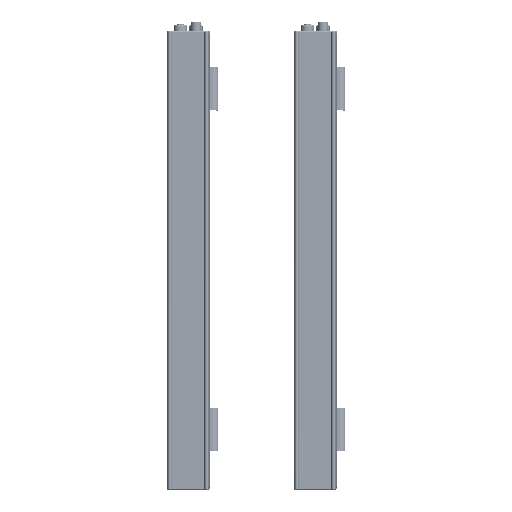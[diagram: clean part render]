
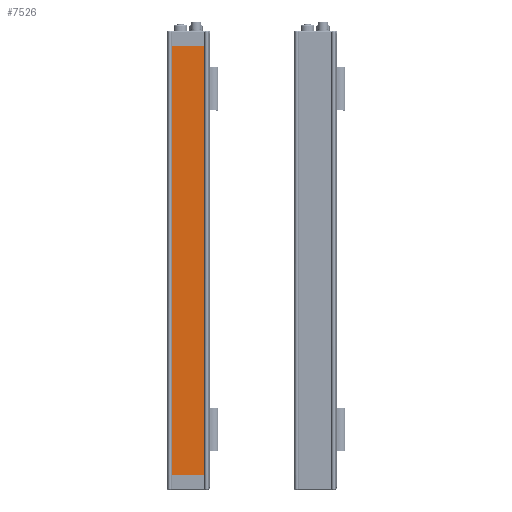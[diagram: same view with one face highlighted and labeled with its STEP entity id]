
A CAD part, top view. The second image highlights one B-rep face of the part: STEP entity #7526.
In plain terms, the highlighted planar face has unit normal (0, 0, 1).
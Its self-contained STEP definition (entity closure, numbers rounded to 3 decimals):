
#7526=ADVANCED_FACE('',(#22013),#22014,.T.);
#22013=FACE_OUTER_BOUND('',#56535,.T.);
#22014=PLANE('',#56536);
#56535=EDGE_LOOP('',(#110076,#110077,#110078,#110079));
#56536=AXIS2_PLACEMENT_3D('',#110080,#110081,#110082);
#110076=ORIENTED_EDGE('',*,*,#131674,.T.);
#110077=ORIENTED_EDGE('',*,*,#131675,.F.);
#110078=ORIENTED_EDGE('',*,*,#131671,.T.);
#110079=ORIENTED_EDGE('',*,*,#131384,.F.);
#110080=CARTESIAN_POINT('',(-294.266,59.054,-307.536));
#110081=DIRECTION('',(0.,0.,1.0));
#110082=DIRECTION('',(0.0,-1.0,0.));
#131384=EDGE_CURVE('',#160094,#160096,#160097,.T.);
#131671=EDGE_CURVE('',#160626,#160096,#160627,.T.);
#131674=EDGE_CURVE('',#160094,#160631,#160632,.T.);
#131675=EDGE_CURVE('',#160626,#160631,#160633,.T.);
#160094=VERTEX_POINT('',#212527);
#160096=VERTEX_POINT('',#212530);
#160097=LINE('',#212531,#212532);
#160626=VERTEX_POINT('',#213215);
#160627=LINE('',#213216,#213217);
#160631=VERTEX_POINT('',#213223);
#160632=LINE('',#213224,#213225);
#160633=LINE('',#213226,#213227);
#212527=CARTESIAN_POINT('',(-256.666,-90.946,-307.536));
#212530=CARTESIAN_POINT('',(-294.266,-90.946,-307.536));
#212531=CARTESIAN_POINT('',(-256.666,-90.946,-307.536));
#212532=VECTOR('',#244678,37.6);
#213215=CARTESIAN_POINT('',(-294.266,407.554,-307.536));
#213216=CARTESIAN_POINT('',(-294.266,59.054,-307.536));
#213217=VECTOR('',#245229,498.5);
#213223=CARTESIAN_POINT('',(-256.666,407.554,-307.536));
#213224=CARTESIAN_POINT('',(-256.666,59.054,-307.536));
#213225=VECTOR('',#245232,498.5);
#213226=CARTESIAN_POINT('',(-294.266,407.554,-307.536));
#213227=VECTOR('',#245233,37.6);
#244678=DIRECTION('',(-1.0,0.,0.));
#245229=DIRECTION('',(0.,-1.0,0.0));
#245232=DIRECTION('',(0.,1.0,0.));
#245233=DIRECTION('',(1.0,0.,0.));
